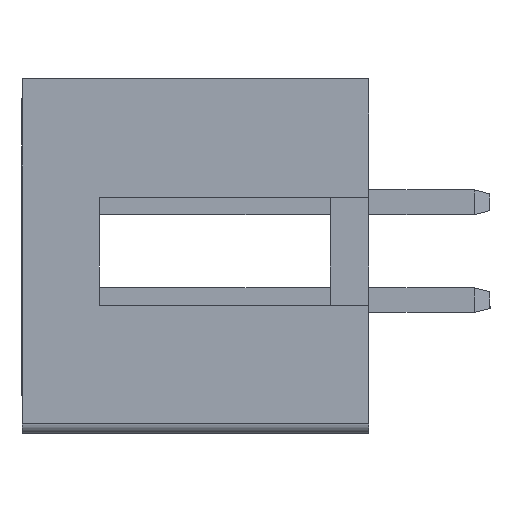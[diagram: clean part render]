
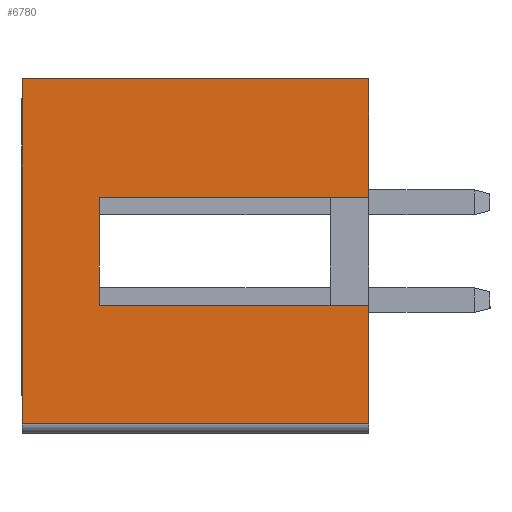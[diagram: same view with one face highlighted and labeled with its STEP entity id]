
A CAD part, left-side view. The second image highlights one B-rep face of the part: STEP entity #6780.
In plain terms, the highlighted planar face has unit normal (-1, 0, 0).
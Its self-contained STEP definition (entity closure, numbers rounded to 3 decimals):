
#14 = CARTESIAN_POINT ( 'NONE',  ( -8.89, 8.98, 1.395 ) ) ;
#26 = ORIENTED_EDGE ( 'NONE', *, *, #2928, .T. ) ;
#219 = CARTESIAN_POINT ( 'NONE',  ( -8.89, 1.98, 4.475 ) ) ;
#238 = EDGE_CURVE ( 'NONE', #5432, #2794, #3045, .T. ) ;
#519 = CARTESIAN_POINT ( 'NONE',  ( -8.89, 2.98, 4.475 ) ) ;
#742 = EDGE_CURVE ( 'NONE', #2488, #3253, #4583, .T. ) ;
#834 = LINE ( 'NONE', #7538, #4007 ) ;
#1109 = DIRECTION ( 'NONE',  ( 0., 0., 1. ) ) ;
#1374 = CARTESIAN_POINT ( 'NONE',  ( -8.89, 2.98, -1.405 ) ) ;
#1385 = EDGE_CURVE ( 'NONE', #1398, #2794, #4321, .T. ) ;
#1398 = VERTEX_POINT ( 'NONE', #219 ) ;
#1408 = ORIENTED_EDGE ( 'NONE', *, *, #7420, .F. ) ;
#1688 = PLANE ( 'NONE',  #5833 ) ;
#1869 = CARTESIAN_POINT ( 'NONE',  ( -8.89, 2.98, 4.475 ) ) ;
#1938 = ORIENTED_EDGE ( 'NONE', *, *, #3799, .T. ) ;
#2016 = CARTESIAN_POINT ( 'NONE',  ( -8.89, 1.98, 1.395 ) ) ;
#2215 = CARTESIAN_POINT ( 'NONE',  ( -8.89, 8.98, 4.475 ) ) ;
#2413 = VERTEX_POINT ( 'NONE', #3407 ) ;
#2435 = DIRECTION ( 'NONE',  ( 0., 0., -1. ) ) ;
#2488 = VERTEX_POINT ( 'NONE', #5298 ) ;
#2553 = CARTESIAN_POINT ( 'NONE',  ( -8.89, 1.98, -4.475 ) ) ;
#2558 = ORIENTED_EDGE ( 'NONE', *, *, #238, .T. ) ;
#2649 = VERTEX_POINT ( 'NONE', #7239 ) ;
#2713 = LINE ( 'NONE', #6321, #5724 ) ;
#2722 = DIRECTION ( 'NONE',  ( 0., -1., 0. ) ) ;
#2794 = VERTEX_POINT ( 'NONE', #2016 ) ;
#2928 = EDGE_CURVE ( 'NONE', #2413, #4462, #2713, .T. ) ;
#3045 = LINE ( 'NONE', #6326, #6220 ) ;
#3180 = LINE ( 'NONE', #2215, #6357 ) ;
#3253 = VERTEX_POINT ( 'NONE', #4259 ) ;
#3407 = CARTESIAN_POINT ( 'NONE',  ( -8.89, 10.98, 4.475 ) ) ;
#3533 = EDGE_LOOP ( 'NONE', ( #1408, #4011, #1938, #4928, #2558, #4261, #5495, #26 ) ) ;
#3778 = DIRECTION ( 'NONE',  ( 0., 0., -1. ) ) ;
#3799 = EDGE_CURVE ( 'NONE', #2488, #2649, #4700, .T. ) ;
#4007 = VECTOR ( 'NONE', #7509, 1000. ) ;
#4011 = ORIENTED_EDGE ( 'NONE', *, *, #742, .F. ) ;
#4259 = CARTESIAN_POINT ( 'NONE',  ( -8.89, 1.98, -4.475 ) ) ;
#4261 = ORIENTED_EDGE ( 'NONE', *, *, #1385, .F. ) ;
#4266 = VECTOR ( 'NONE', #6697, 1000. ) ;
#4321 = LINE ( 'NONE', #2553, #7305 ) ;
#4395 = VECTOR ( 'NONE', #2435, 1000. ) ;
#4462 = VERTEX_POINT ( 'NONE', #5402 ) ;
#4512 = VECTOR ( 'NONE', #4957, 1000. ) ;
#4583 = LINE ( 'NONE', #4825, #4395 ) ;
#4643 = LINE ( 'NONE', #1869, #4266 ) ;
#4698 = DIRECTION ( 'NONE',  ( -1., 0., 0. ) ) ;
#4700 = LINE ( 'NONE', #1374, #4512 ) ;
#4825 = CARTESIAN_POINT ( 'NONE',  ( -8.89, 1.98, -4.475 ) ) ;
#4928 = ORIENTED_EDGE ( 'NONE', *, *, #5922, .T. ) ;
#4957 = DIRECTION ( 'NONE',  ( 0., 1., 0. ) ) ;
#5298 = CARTESIAN_POINT ( 'NONE',  ( -8.89, 1.98, -1.405 ) ) ;
#5402 = CARTESIAN_POINT ( 'NONE',  ( -8.89, 10.98, -4.475 ) ) ;
#5432 = VERTEX_POINT ( 'NONE', #14 ) ;
#5484 = FACE_OUTER_BOUND ( 'NONE', #3533, .T. ) ;
#5495 = ORIENTED_EDGE ( 'NONE', *, *, #6421, .T. ) ;
#5724 = VECTOR ( 'NONE', #6886, 1000. ) ;
#5833 = AXIS2_PLACEMENT_3D ( 'NONE', #519, #4698, #1109 ) ;
#5922 = EDGE_CURVE ( 'NONE', #2649, #5432, #3180, .T. ) ;
#6220 = VECTOR ( 'NONE', #2722, 1000. ) ;
#6321 = CARTESIAN_POINT ( 'NONE',  ( -8.89, 10.98, 4.475 ) ) ;
#6326 = CARTESIAN_POINT ( 'NONE',  ( -8.89, 2.98, 1.395 ) ) ;
#6357 = VECTOR ( 'NONE', #6407, 1000. ) ;
#6407 = DIRECTION ( 'NONE',  ( 0., 0., 1. ) ) ;
#6421 = EDGE_CURVE ( 'NONE', #1398, #2413, #4643, .T. ) ;
#6697 = DIRECTION ( 'NONE',  ( 0., 1., 0. ) ) ;
#6780 = ADVANCED_FACE ( 'NONE', ( #5484 ), #1688, .T. ) ;
#6886 = DIRECTION ( 'NONE',  ( 0., 0., -1. ) ) ;
#7239 = CARTESIAN_POINT ( 'NONE',  ( -8.89, 8.98, -1.405 ) ) ;
#7305 = VECTOR ( 'NONE', #3778, 1000. ) ;
#7420 = EDGE_CURVE ( 'NONE', #3253, #4462, #834, .T. ) ;
#7509 = DIRECTION ( 'NONE',  ( 0., 1., 0. ) ) ;
#7538 = CARTESIAN_POINT ( 'NONE',  ( -8.89, 2.98, -4.475 ) ) ;
